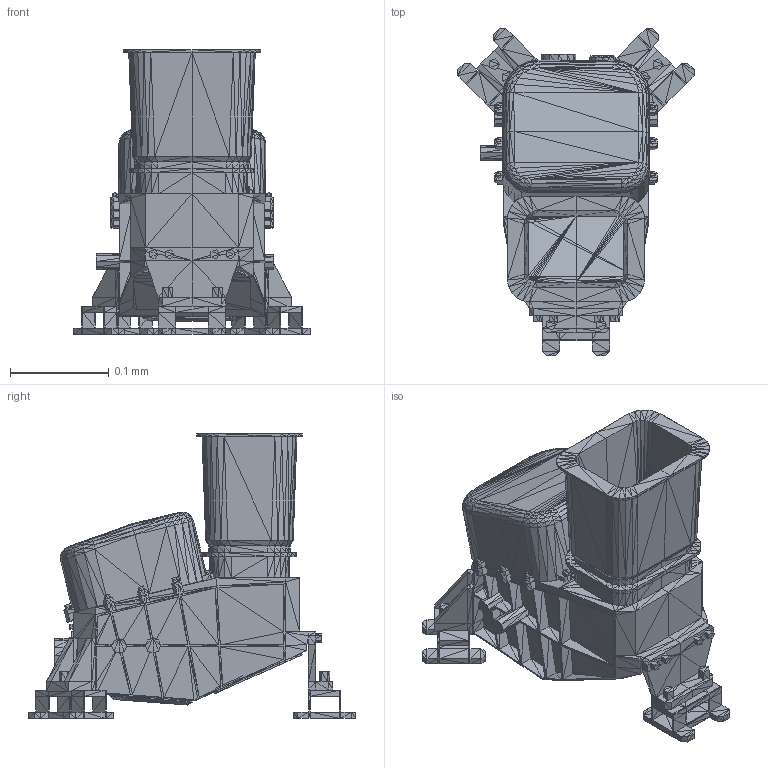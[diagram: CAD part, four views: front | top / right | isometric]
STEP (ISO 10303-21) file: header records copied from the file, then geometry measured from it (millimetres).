
FILE_DESCRIPTION((''),'2;1');
FILE_NAME('clipper_e_themis', '2025-05-27T03:51:58', (''), (''), 'ImageToStl.com STEP Converter','', '');
FILE_SCHEMA(('AUTOMOTIVE_DESIGN_CC2'));
Length unit declared in the file: metre
Products named in the file (1): product0
Bounding box: 0.24 x 0.33 x 0.29 mm (x, y, z)
Surface area: 0.6 mm2 (no closed solid volume)
Topology: 0 solids, 3585 shells, 3585 faces, 10755 edges, 3723 vertices
Faces by surface type: plane 3585
Entity records: 86344 total; most frequent: DIRECTION 17927, ORIENTED_EDGE 10755, EDGE_CURVE 10755, LINE 10755, VECTOR 10755, CARTESIAN_POINT 3724, VERTEX_POINT 3723, AXIS2_PLACEMENT_3D 3586
